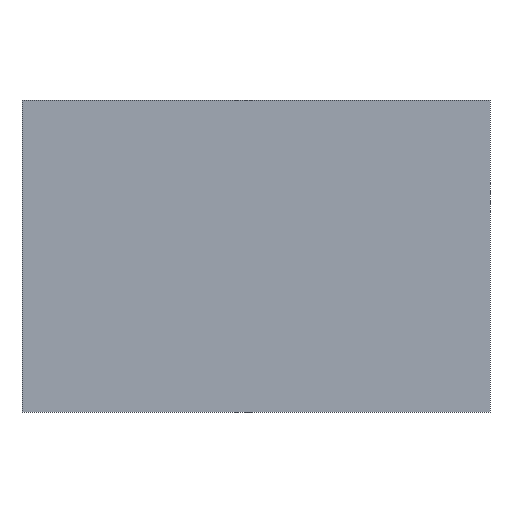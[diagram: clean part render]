
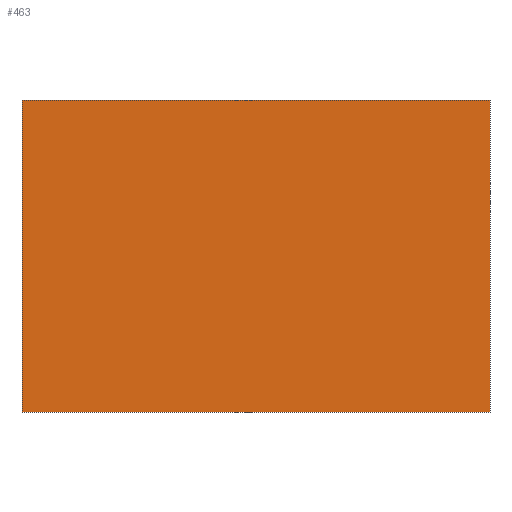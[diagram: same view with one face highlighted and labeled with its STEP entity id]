
A CAD part, front view. The second image highlights one B-rep face of the part: STEP entity #463.
In plain terms, the highlighted planar face has unit normal (0, -1, 0).
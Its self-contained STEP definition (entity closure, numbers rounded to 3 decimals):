
#14 = CARTESIAN_POINT ( 'NONE',  ( -75., 0., -50. ) ) ;
#19 = CARTESIAN_POINT ( 'NONE',  ( -75., 0., 50. ) ) ;
#28 = FACE_OUTER_BOUND ( 'NONE', #62, .T. ) ;
#53 = LINE ( 'NONE', #14, #132 ) ;
#58 = CARTESIAN_POINT ( 'NONE',  ( 75., 0., 50. ) ) ;
#59 = CARTESIAN_POINT ( 'NONE',  ( 0., 0., 0. ) ) ;
#62 = EDGE_LOOP ( 'NONE', ( #249, #412, #68, #309 ) ) ;
#64 = PLANE ( 'NONE',  #376 ) ;
#68 = ORIENTED_EDGE ( 'NONE', *, *, #128, .F. ) ;
#74 = CARTESIAN_POINT ( 'NONE',  ( -75., 0., 50. ) ) ;
#84 = EDGE_CURVE ( 'NONE', #142, #162, #53, .T. ) ;
#89 = EDGE_CURVE ( 'NONE', #408, #247, #242, .T. ) ;
#90 = LINE ( 'NONE', #283, #222 ) ;
#96 = DIRECTION ( 'NONE',  ( 0., -1., 0. ) ) ;
#128 = EDGE_CURVE ( 'NONE', #162, #408, #90, .T. ) ;
#132 = VECTOR ( 'NONE', #201, 1000. ) ;
#142 = VERTEX_POINT ( 'NONE', #367 ) ;
#153 = EDGE_CURVE ( 'NONE', #247, #142, #472, .T. ) ;
#162 = VERTEX_POINT ( 'NONE', #286 ) ;
#166 = VECTOR ( 'NONE', #461, 1000. ) ;
#201 = DIRECTION ( 'NONE',  ( -1., 0., 0. ) ) ;
#205 = DIRECTION ( 'NONE',  ( 0., 0., 1. ) ) ;
#222 = VECTOR ( 'NONE', #205, 1000. ) ;
#242 = LINE ( 'NONE', #19, #166 ) ;
#244 = DIRECTION ( 'NONE',  ( 0., 0., -1. ) ) ;
#247 = VERTEX_POINT ( 'NONE', #58 ) ;
#249 = ORIENTED_EDGE ( 'NONE', *, *, #153, .F. ) ;
#281 = VECTOR ( 'NONE', #335, 1000. ) ;
#283 = CARTESIAN_POINT ( 'NONE',  ( -75., 0., 50. ) ) ;
#286 = CARTESIAN_POINT ( 'NONE',  ( -75., 0., -50. ) ) ;
#309 = ORIENTED_EDGE ( 'NONE', *, *, #84, .F. ) ;
#335 = DIRECTION ( 'NONE',  ( 0., 0., -1. ) ) ;
#367 = CARTESIAN_POINT ( 'NONE',  ( 75., 0., -50. ) ) ;
#376 = AXIS2_PLACEMENT_3D ( 'NONE', #59, #96, #244 ) ;
#408 = VERTEX_POINT ( 'NONE', #74 ) ;
#412 = ORIENTED_EDGE ( 'NONE', *, *, #89, .F. ) ;
#461 = DIRECTION ( 'NONE',  ( 1., 0., 0. ) ) ;
#463 = ADVANCED_FACE ( 'NONE', ( #28 ), #64, .T. ) ;
#468 = CARTESIAN_POINT ( 'NONE',  ( 75., 0., 50. ) ) ;
#472 = LINE ( 'NONE', #468, #281 ) ;
